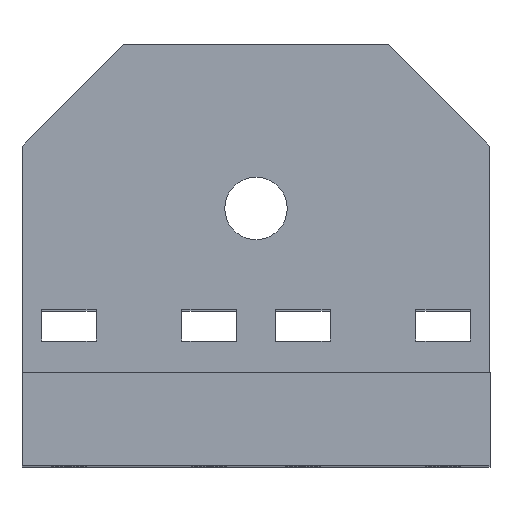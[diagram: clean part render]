
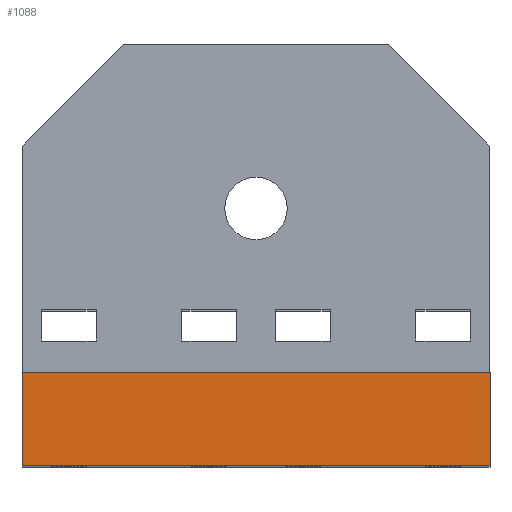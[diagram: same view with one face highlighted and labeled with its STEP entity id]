
A CAD part, top view. The second image highlights one B-rep face of the part: STEP entity #1088.
In plain terms, the highlighted planar face has unit normal (0, 0, 1).
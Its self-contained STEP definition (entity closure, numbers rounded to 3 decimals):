
#359 = LINE ( 'NONE', #4184, #2005 ) ;
#439 = VERTEX_POINT ( 'NONE', #6349 ) ;
#684 = ORIENTED_EDGE ( 'NONE', *, *, #4743, .F. ) ;
#759 = FACE_OUTER_BOUND ( 'NONE', #2870, .T. ) ;
#1024 = DIRECTION ( 'NONE',  ( 0., 0., -1. ) ) ;
#1088 = ADVANCED_FACE ( 'NONE', ( #759 ), #1451, .F. ) ;
#1280 = DIRECTION ( 'NONE',  ( 1., 0., 0. ) ) ;
#1414 = VERTEX_POINT ( 'NONE', #7626 ) ;
#1451 = PLANE ( 'NONE',  #8280 ) ;
#1516 = DIRECTION ( 'NONE',  ( 1., 0., 0. ) ) ;
#2005 = VECTOR ( 'NONE', #1516, 1000. ) ;
#2037 = EDGE_CURVE ( 'NONE', #2374, #2388, #2342, .T. ) ;
#2342 = LINE ( 'NONE', #6948, #4487 ) ;
#2374 = VERTEX_POINT ( 'NONE', #7849 ) ;
#2388 = VERTEX_POINT ( 'NONE', #7459 ) ;
#2613 = LINE ( 'NONE', #7155, #4594 ) ;
#2818 = EDGE_CURVE ( 'NONE', #1414, #439, #4247, .T. ) ;
#2870 = EDGE_LOOP ( 'NONE', ( #7733, #3622, #684, #5516 ) ) ;
#2907 = DIRECTION ( 'NONE',  ( 0., -1., 0. ) ) ;
#2994 = VECTOR ( 'NONE', #2907, 1000. ) ;
#3551 = DIRECTION ( 'NONE',  ( 0., -1., 0. ) ) ;
#3622 = ORIENTED_EDGE ( 'NONE', *, *, #2818, .F. ) ;
#3648 = DIRECTION ( 'NONE',  ( -1., 0., 0. ) ) ;
#4184 = CARTESIAN_POINT ( 'NONE',  ( -30., 12., 58. ) ) ;
#4247 = LINE ( 'NONE', #6821, #2994 ) ;
#4487 = VECTOR ( 'NONE', #3551, 1000. ) ;
#4594 = VECTOR ( 'NONE', #1280, 1000. ) ;
#4743 = EDGE_CURVE ( 'NONE', #2374, #1414, #359, .T. ) ;
#5516 = ORIENTED_EDGE ( 'NONE', *, *, #2037, .T. ) ;
#6349 = CARTESIAN_POINT ( 'NONE',  ( 30., 0., 58. ) ) ;
#6821 = CARTESIAN_POINT ( 'NONE',  ( 30., 12., 58. ) ) ;
#6948 = CARTESIAN_POINT ( 'NONE',  ( -30., 12., 58. ) ) ;
#7155 = CARTESIAN_POINT ( 'NONE',  ( -30., 0., 58. ) ) ;
#7232 = EDGE_CURVE ( 'NONE', #2388, #439, #2613, .T. ) ;
#7459 = CARTESIAN_POINT ( 'NONE',  ( -30., 0., 58. ) ) ;
#7535 = CARTESIAN_POINT ( 'NONE',  ( -30., 12., 58. ) ) ;
#7626 = CARTESIAN_POINT ( 'NONE',  ( 30., 12., 58. ) ) ;
#7733 = ORIENTED_EDGE ( 'NONE', *, *, #7232, .T. ) ;
#7849 = CARTESIAN_POINT ( 'NONE',  ( -30., 12., 58. ) ) ;
#8280 = AXIS2_PLACEMENT_3D ( 'NONE', #7535, #1024, #3648 ) ;
